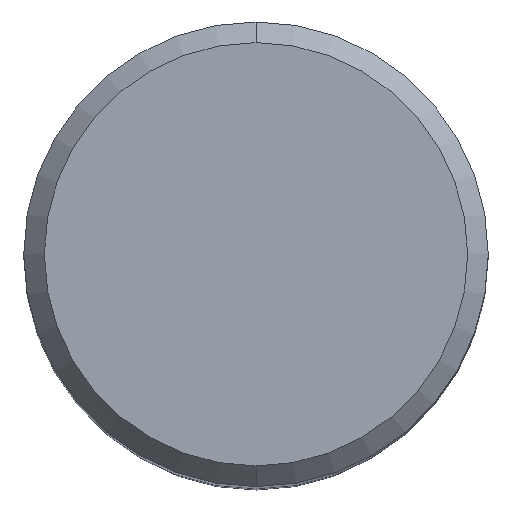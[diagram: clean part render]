
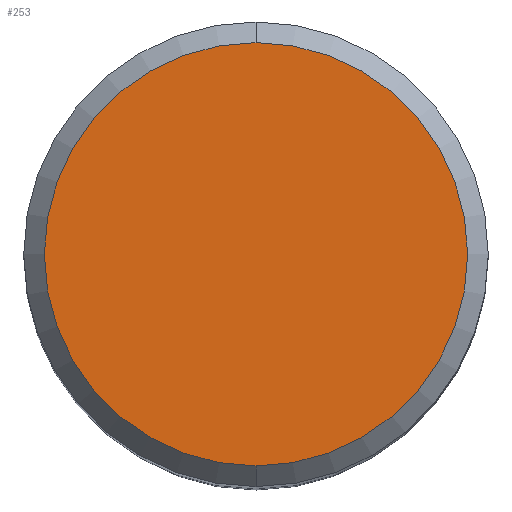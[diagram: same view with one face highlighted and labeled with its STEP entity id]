
A CAD part, top view. The second image highlights one B-rep face of the part: STEP entity #253.
In plain terms, the highlighted planar face has unit normal (0, 0, 1).
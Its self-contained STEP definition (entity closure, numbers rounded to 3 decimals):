
#253=ADVANCED_FACE('',(#555),#556,.T.);
#277=EDGE_CURVE('',#417,#291,#580,.T.);
#289=EDGE_CURVE('',#291,#417,#593,.T.);
#291=VERTEX_POINT('',#595);
#417=VERTEX_POINT('',#733);
#555=FACE_OUTER_BOUND('',#984,.T.);
#556=PLANE('',#985);
#580=CIRCLE('',#1044,8.2);
#593=CIRCLE('',#1089,8.2);
#595=CARTESIAN_POINT('',(0.,-8.2,0.));
#733=CARTESIAN_POINT('',(0.0,8.2,0.));
#984=EDGE_LOOP('',(#1579,#1580));
#985=AXIS2_PLACEMENT_3D('',#1581,#1582,#1583);
#1044=AXIS2_PLACEMENT_3D('',#1595,#1596,#1597);
#1089=AXIS2_PLACEMENT_3D('',#1609,#1610,#1611);
#1579=ORIENTED_EDGE('',*,*,#277,.F.);
#1580=ORIENTED_EDGE('',*,*,#289,.F.);
#1581=CARTESIAN_POINT('',(0.0,4.1,0.));
#1582=DIRECTION('',(-0.0,0.0,1.0));
#1583=DIRECTION('',(0.0,-1.0,0.0));
#1595=CARTESIAN_POINT('',(0.0,0.0,0.));
#1596=DIRECTION('',(0.0,0.0,-1.0));
#1597=DIRECTION('',(0.0,1.0,0.0));
#1609=CARTESIAN_POINT('',(0.0,0.0,0.));
#1610=DIRECTION('',(0.0,0.0,-1.0));
#1611=DIRECTION('',(0.0,1.0,0.0));
